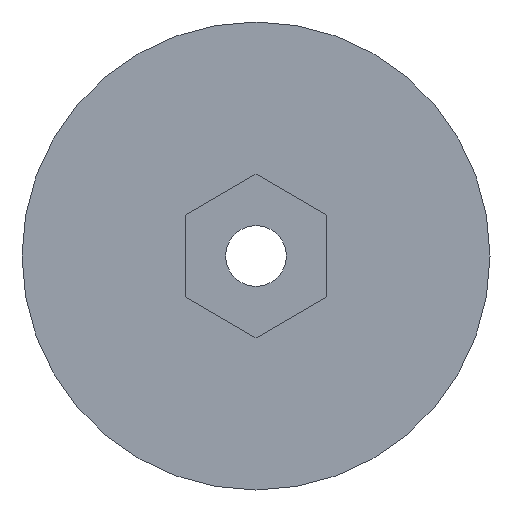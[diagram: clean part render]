
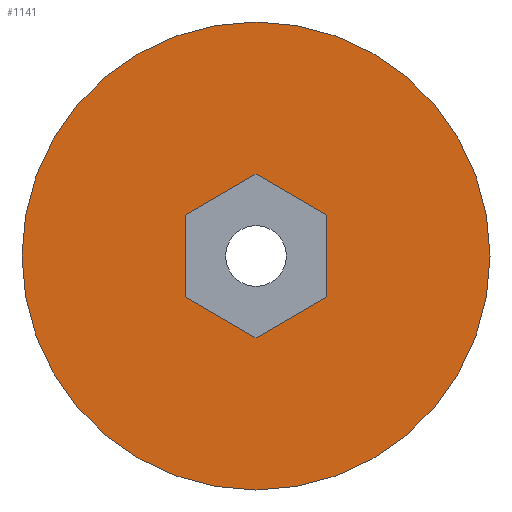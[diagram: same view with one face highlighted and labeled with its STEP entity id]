
A CAD part, left-side view. The second image highlights one B-rep face of the part: STEP entity #1141.
In plain terms, the highlighted planar face has unit normal (-1, 0, 0).
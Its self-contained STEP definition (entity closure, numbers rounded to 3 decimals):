
#115=CARTESIAN_POINT('',(0.,0.,0.));
#116=DIRECTION('',(-1.,0.,0.));
#117=DIRECTION('',(0.,1.,0.));
#118=AXIS2_PLACEMENT_3D('',#115,#116,#117);
#120=CARTESIAN_POINT('',(0.,0.,0.));
#121=DIRECTION('',(-1.,0.,0.));
#122=DIRECTION('',(0.,-1.,0.));
#123=AXIS2_PLACEMENT_3D('',#120,#121,#122);
#125=DIRECTION('',(0.,-0.866,-0.5));
#126=VECTOR('',#125,1.443);
#127=CARTESIAN_POINT('',(0.,0.,1.443));
#128=LINE('',#127,#126);
#129=DIRECTION('',(0.,-0.866,0.5));
#130=VECTOR('',#129,1.443);
#131=CARTESIAN_POINT('',(0.,1.25,0.722));
#132=LINE('',#131,#130);
#133=DIRECTION('',(0.,0.,1.));
#134=VECTOR('',#133,1.443);
#135=CARTESIAN_POINT('',(0.,1.25,-0.722));
#136=LINE('',#135,#134);
#137=DIRECTION('',(0.,0.866,0.5));
#138=VECTOR('',#137,1.443);
#139=CARTESIAN_POINT('',(0.,0.,-1.443));
#140=LINE('',#139,#138);
#141=DIRECTION('',(0.,0.866,-0.5));
#142=VECTOR('',#141,1.443);
#143=CARTESIAN_POINT('',(0.,-1.25,-0.722));
#144=LINE('',#143,#142);
#145=DIRECTION('',(0.,0.,-1.));
#146=VECTOR('',#145,1.443);
#147=CARTESIAN_POINT('',(0.,-1.25,0.722));
#148=LINE('',#147,#146);
#1062=CARTESIAN_POINT('',(0.,0.,1.443));
#1063=CARTESIAN_POINT('',(0.,-1.25,0.722));
#1064=VERTEX_POINT('',#1062);
#1065=VERTEX_POINT('',#1063);
#1066=CARTESIAN_POINT('',(0.,-1.25,-0.722));
#1067=VERTEX_POINT('',#1066);
#1068=CARTESIAN_POINT('',(0.,0.,-1.443));
#1069=VERTEX_POINT('',#1068);
#1070=CARTESIAN_POINT('',(0.,1.25,-0.722));
#1071=VERTEX_POINT('',#1070);
#1072=CARTESIAN_POINT('',(0.,1.25,0.722));
#1073=VERTEX_POINT('',#1072);
#1094=CARTESIAN_POINT('',(0.,4.123,0.));
#1095=CARTESIAN_POINT('',(0.,-4.123,0.));
#1096=VERTEX_POINT('',#1094);
#1097=VERTEX_POINT('',#1095);
#1116=CARTESIAN_POINT('',(0.,0.,0.));
#1117=DIRECTION('',(1.,0.,0.));
#1118=DIRECTION('',(0.,-1.,0.));
#1119=AXIS2_PLACEMENT_3D('',#1116,#1117,#1118);
#1120=PLANE('',#1119);
#1122=ORIENTED_EDGE('',*,*,#1121,.F.);
#1124=ORIENTED_EDGE('',*,*,#1123,.F.);
#1125=EDGE_LOOP('',(#1122,#1124));
#1126=FACE_OUTER_BOUND('',#1125,.F.);
#1128=ORIENTED_EDGE('',*,*,#1127,.F.);
#1130=ORIENTED_EDGE('',*,*,#1129,.F.);
#1132=ORIENTED_EDGE('',*,*,#1131,.F.);
#1134=ORIENTED_EDGE('',*,*,#1133,.F.);
#1136=ORIENTED_EDGE('',*,*,#1135,.F.);
#1138=ORIENTED_EDGE('',*,*,#1137,.F.);
#1139=EDGE_LOOP('',(#1128,#1130,#1132,#1134,#1136,#1138));
#1140=FACE_BOUND('',#1139,.F.);
#119=CIRCLE('',#118,4.123);
#124=CIRCLE('',#123,4.123);
#1121=EDGE_CURVE('',#1096,#1097,#119,.T.);
#1123=EDGE_CURVE('',#1097,#1096,#124,.T.);
#1127=EDGE_CURVE('',#1064,#1065,#128,.T.);
#1129=EDGE_CURVE('',#1073,#1064,#132,.T.);
#1131=EDGE_CURVE('',#1071,#1073,#136,.T.);
#1133=EDGE_CURVE('',#1069,#1071,#140,.T.);
#1135=EDGE_CURVE('',#1067,#1069,#144,.T.);
#1137=EDGE_CURVE('',#1065,#1067,#148,.T.);
#1141=ADVANCED_FACE('',(#1126,#1140),#1120,.F.);
